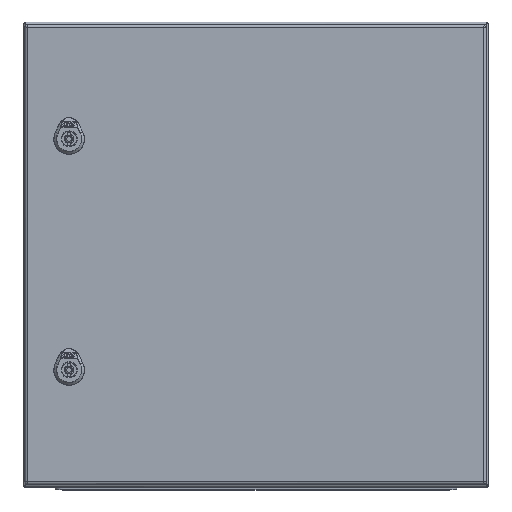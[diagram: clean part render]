
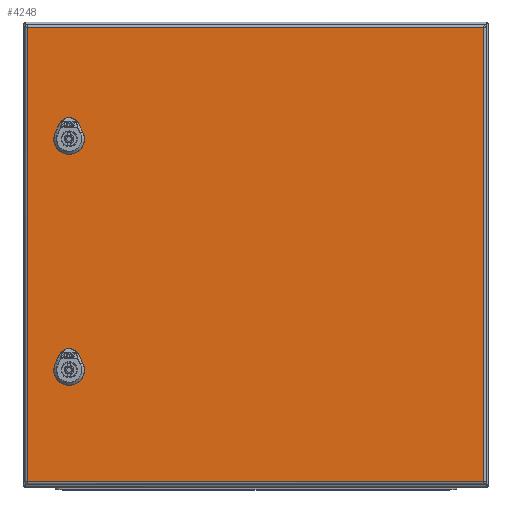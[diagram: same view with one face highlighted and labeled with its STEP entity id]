
A CAD part, top view. The second image highlights one B-rep face of the part: STEP entity #4248.
In plain terms, the highlighted face is planar.
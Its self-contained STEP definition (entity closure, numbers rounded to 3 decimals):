
#809=FACE_BOUND('',#6613,.T.);
#810=FACE_BOUND('',#6614,.T.);
#811=FACE_BOUND('',#6615,.T.);
#4248=ADVANCED_FACE('',(#809,#810,#811),#4943,.F.);
#4943=PLANE('',#19979);
#6613=EDGE_LOOP('',(#10940,#10941,#10942,#10943,#10944,#10945,#10946,#10947));
#6614=EDGE_LOOP('',(#10948,#10949,#10950,#10951,#10952,#10953,#10954,#10955));
#6615=EDGE_LOOP('',(#10956,#10957,#10958,#10959));
#7608=CIRCLE('',#19971,11.25);
#7609=CIRCLE('',#19972,11.25);
#7610=CIRCLE('',#19973,11.25);
#7611=CIRCLE('',#19974,11.25);
#7612=CIRCLE('',#19975,11.25);
#7613=CIRCLE('',#19976,11.25);
#7614=CIRCLE('',#19977,11.25);
#7615=CIRCLE('',#19978,11.25);
#10940=ORIENTED_EDGE('',*,*,#15699,.T.);
#10941=ORIENTED_EDGE('',*,*,#15700,.T.);
#10942=ORIENTED_EDGE('',*,*,#15701,.T.);
#10943=ORIENTED_EDGE('',*,*,#15702,.T.);
#10944=ORIENTED_EDGE('',*,*,#15703,.T.);
#10945=ORIENTED_EDGE('',*,*,#15704,.T.);
#10946=ORIENTED_EDGE('',*,*,#15705,.T.);
#10947=ORIENTED_EDGE('',*,*,#15706,.T.);
#10948=ORIENTED_EDGE('',*,*,#15707,.T.);
#10949=ORIENTED_EDGE('',*,*,#15708,.T.);
#10950=ORIENTED_EDGE('',*,*,#15709,.T.);
#10951=ORIENTED_EDGE('',*,*,#15710,.T.);
#10952=ORIENTED_EDGE('',*,*,#15711,.T.);
#10953=ORIENTED_EDGE('',*,*,#15712,.T.);
#10954=ORIENTED_EDGE('',*,*,#15713,.T.);
#10955=ORIENTED_EDGE('',*,*,#15714,.T.);
#10956=ORIENTED_EDGE('',*,*,#15715,.T.);
#10957=ORIENTED_EDGE('',*,*,#15716,.T.);
#10958=ORIENTED_EDGE('',*,*,#15717,.T.);
#10959=ORIENTED_EDGE('',*,*,#15718,.T.);
#13728=VERTEX_POINT('',#35619);
#13729=VERTEX_POINT('',#35620);
#13730=VERTEX_POINT('',#35622);
#13731=VERTEX_POINT('',#35624);
#13732=VERTEX_POINT('',#35626);
#13733=VERTEX_POINT('',#35628);
#13734=VERTEX_POINT('',#35630);
#13735=VERTEX_POINT('',#35632);
#13736=VERTEX_POINT('',#35635);
#13737=VERTEX_POINT('',#35636);
#13738=VERTEX_POINT('',#35638);
#13739=VERTEX_POINT('',#35640);
#13740=VERTEX_POINT('',#35642);
#13741=VERTEX_POINT('',#35644);
#13742=VERTEX_POINT('',#35646);
#13743=VERTEX_POINT('',#35648);
#13744=VERTEX_POINT('',#35651);
#13745=VERTEX_POINT('',#35652);
#13746=VERTEX_POINT('',#35654);
#13747=VERTEX_POINT('',#35656);
#15699=EDGE_CURVE('',#13728,#13729,#17364,.T.);
#15700=EDGE_CURVE('',#13729,#13730,#7608,.T.);
#15701=EDGE_CURVE('',#13730,#13731,#17365,.T.);
#15702=EDGE_CURVE('',#13731,#13732,#7609,.T.);
#15703=EDGE_CURVE('',#13732,#13733,#17366,.T.);
#15704=EDGE_CURVE('',#13733,#13734,#7610,.T.);
#15705=EDGE_CURVE('',#13734,#13735,#17367,.T.);
#15706=EDGE_CURVE('',#13735,#13728,#7611,.T.);
#15707=EDGE_CURVE('',#13736,#13737,#17368,.T.);
#15708=EDGE_CURVE('',#13737,#13738,#7612,.T.);
#15709=EDGE_CURVE('',#13738,#13739,#17369,.T.);
#15710=EDGE_CURVE('',#13739,#13740,#7613,.T.);
#15711=EDGE_CURVE('',#13740,#13741,#17370,.T.);
#15712=EDGE_CURVE('',#13741,#13742,#7614,.T.);
#15713=EDGE_CURVE('',#13742,#13743,#17371,.T.);
#15714=EDGE_CURVE('',#13743,#13736,#7615,.T.);
#15715=EDGE_CURVE('',#13744,#13745,#17372,.T.);
#15716=EDGE_CURVE('',#13745,#13746,#17373,.T.);
#15717=EDGE_CURVE('',#13746,#13747,#17374,.T.);
#15718=EDGE_CURVE('',#13747,#13744,#17375,.T.);
#17364=LINE('',#35618,#18578);
#17365=LINE('',#35623,#18579);
#17366=LINE('',#35627,#18580);
#17367=LINE('',#35631,#18581);
#17368=LINE('',#35634,#18582);
#17369=LINE('',#35639,#18583);
#17370=LINE('',#35643,#18584);
#17371=LINE('',#35647,#18585);
#17372=LINE('',#35650,#18586);
#17373=LINE('',#35653,#18587);
#17374=LINE('',#35655,#18588);
#17375=LINE('',#35657,#18589);
#18578=VECTOR('',#23182,1.);
#18579=VECTOR('',#23185,1.);
#18580=VECTOR('',#23188,1.);
#18581=VECTOR('',#23191,1.);
#18582=VECTOR('',#23194,1.);
#18583=VECTOR('',#23197,1.);
#18584=VECTOR('',#23200,1.);
#18585=VECTOR('',#23203,1.);
#18586=VECTOR('',#23206,1.);
#18587=VECTOR('',#23207,1.);
#18588=VECTOR('',#23208,1.);
#18589=VECTOR('',#23209,1.);
#19971=AXIS2_PLACEMENT_3D('',#35621,#23183,#23184);
#19972=AXIS2_PLACEMENT_3D('',#35625,#23186,#23187);
#19973=AXIS2_PLACEMENT_3D('',#35629,#23189,#23190);
#19974=AXIS2_PLACEMENT_3D('',#35633,#23192,#23193);
#19975=AXIS2_PLACEMENT_3D('',#35637,#23195,#23196);
#19976=AXIS2_PLACEMENT_3D('',#35641,#23198,#23199);
#19977=AXIS2_PLACEMENT_3D('',#35645,#23201,#23202);
#19978=AXIS2_PLACEMENT_3D('',#35649,#23204,#23205);
#19979=AXIS2_PLACEMENT_3D('',#35658,#23210,#23211);
#23182=DIRECTION('',(-1.,0.,0.));
#23183=DIRECTION('',(0.,0.,1.));
#23184=DIRECTION('',(1.,0.,0.));
#23185=DIRECTION('',(0.,-1.,0.));
#23186=DIRECTION('',(0.,0.,1.));
#23187=DIRECTION('',(1.,0.,0.));
#23188=DIRECTION('',(1.,0.,0.));
#23189=DIRECTION('',(0.,0.,1.));
#23190=DIRECTION('',(1.,0.,0.));
#23191=DIRECTION('',(0.,1.,0.));
#23192=DIRECTION('',(0.,0.,1.));
#23193=DIRECTION('',(1.,0.,0.));
#23194=DIRECTION('',(-1.,0.,0.));
#23195=DIRECTION('',(0.,0.,1.));
#23196=DIRECTION('',(1.,0.,0.));
#23197=DIRECTION('',(0.,-1.,0.));
#23198=DIRECTION('',(0.,0.,1.));
#23199=DIRECTION('',(1.,0.,0.));
#23200=DIRECTION('',(1.,0.,0.));
#23201=DIRECTION('',(0.,0.,1.));
#23202=DIRECTION('',(1.,0.,0.));
#23203=DIRECTION('',(0.,1.,0.));
#23204=DIRECTION('',(0.,0.,1.));
#23205=DIRECTION('',(1.,0.,0.));
#23206=DIRECTION('',(0.,1.,0.));
#23207=DIRECTION('',(1.,0.,0.));
#23208=DIRECTION('',(0.,-1.,0.));
#23209=DIRECTION('',(-1.,0.,0.));
#23210=DIRECTION('',(0.,0.,1.));
#23211=DIRECTION('',(-1.,0.,0.));
#35618=CARTESIAN_POINT('',(-245.65,-114.,0.));
#35619=CARTESIAN_POINT('',(205.396,-114.,0.));
#35620=CARTESIAN_POINT('',(195.904,-114.,0.));
#35621=CARTESIAN_POINT('',(200.65,-124.2,0.));
#35622=CARTESIAN_POINT('',(190.45,-119.454,0.));
#35623=CARTESIAN_POINT('',(190.45,-244.7,0.));
#35624=CARTESIAN_POINT('',(190.45,-128.946,0.));
#35625=CARTESIAN_POINT('',(200.65,-124.2,0.));
#35626=CARTESIAN_POINT('',(195.904,-134.4,0.));
#35627=CARTESIAN_POINT('',(-245.65,-134.4,0.));
#35628=CARTESIAN_POINT('',(205.396,-134.4,0.));
#35629=CARTESIAN_POINT('',(200.65,-124.2,0.));
#35630=CARTESIAN_POINT('',(210.85,-128.946,0.));
#35631=CARTESIAN_POINT('',(210.85,-244.7,0.));
#35632=CARTESIAN_POINT('',(210.85,-119.454,0.));
#35633=CARTESIAN_POINT('',(200.65,-124.2,0.));
#35634=CARTESIAN_POINT('',(-245.65,134.4,0.));
#35635=CARTESIAN_POINT('',(205.396,134.4,0.));
#35636=CARTESIAN_POINT('',(195.904,134.4,0.));
#35637=CARTESIAN_POINT('',(200.65,124.2,0.));
#35638=CARTESIAN_POINT('',(190.45,128.946,0.));
#35639=CARTESIAN_POINT('',(190.45,-244.7,0.));
#35640=CARTESIAN_POINT('',(190.45,119.454,0.));
#35641=CARTESIAN_POINT('',(200.65,124.2,0.));
#35642=CARTESIAN_POINT('',(195.904,114.,0.));
#35643=CARTESIAN_POINT('',(-245.65,114.,0.));
#35644=CARTESIAN_POINT('',(205.396,114.,0.));
#35645=CARTESIAN_POINT('',(200.65,124.2,0.));
#35646=CARTESIAN_POINT('',(210.85,119.454,0.));
#35647=CARTESIAN_POINT('',(210.85,-244.7,0.));
#35648=CARTESIAN_POINT('',(210.85,128.946,0.));
#35649=CARTESIAN_POINT('',(200.65,124.2,0.));
#35650=CARTESIAN_POINT('',(-245.35,-244.7,0.));
#35651=CARTESIAN_POINT('',(-245.35,-244.4,0.));
#35652=CARTESIAN_POINT('',(-245.35,244.4,0.));
#35653=CARTESIAN_POINT('',(-245.65,244.4,0.));
#35654=CARTESIAN_POINT('',(245.35,244.4,0.));
#35655=CARTESIAN_POINT('',(245.35,-244.7,0.));
#35656=CARTESIAN_POINT('',(245.35,-244.4,0.));
#35657=CARTESIAN_POINT('',(-245.65,-244.4,0.));
#35658=CARTESIAN_POINT('',(-245.65,-244.7,0.));
